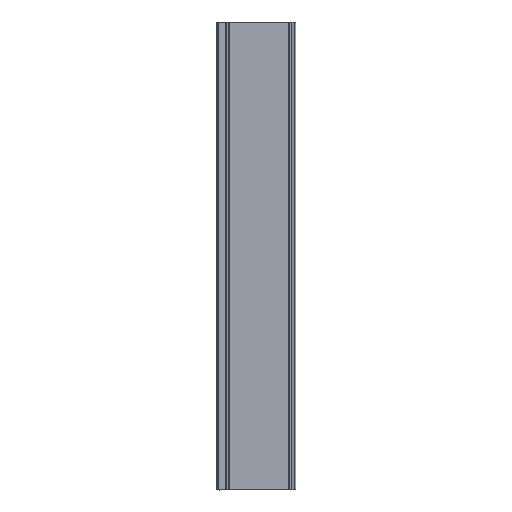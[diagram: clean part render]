
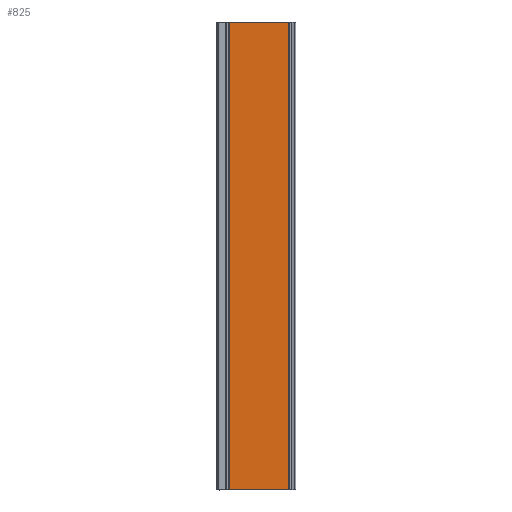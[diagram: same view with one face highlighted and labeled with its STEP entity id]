
A CAD part, left-side view. The second image highlights one B-rep face of the part: STEP entity #825.
In plain terms, the highlighted planar face has unit normal (-1, 0, 0).
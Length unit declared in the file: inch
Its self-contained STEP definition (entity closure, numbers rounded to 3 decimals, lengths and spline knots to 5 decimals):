
#8 = CARTESIAN_POINT ( 'NONE',  ( 0.34646, 1.56217, 0. ) ) ;
#162 = ORIENTED_EDGE ( 'NONE', *, *, #2771, .T. ) ;
#207 = DIRECTION ( 'NONE',  ( -1., 0., 0. ) ) ;
#216 = DIRECTION ( 'NONE',  ( 0., 0., -1. ) ) ;
#257 = DIRECTION ( 'NONE',  ( 0., -1., 0. ) ) ;
#327 = VECTOR ( 'NONE', #257, 39.37008 ) ;
#339 = LINE ( 'NONE', #614, #966 ) ;
#415 = AXIS2_PLACEMENT_3D ( 'NONE', #895, #207, #2618 ) ;
#477 = VERTEX_POINT ( 'NONE', #2868 ) ;
#594 = VERTEX_POINT ( 'NONE', #1734 ) ;
#614 = CARTESIAN_POINT ( 'NONE',  ( 0.34646, 0.07087, 0. ) ) ;
#637 = ORIENTED_EDGE ( 'NONE', *, *, #2444, .T. ) ;
#692 = CARTESIAN_POINT ( 'NONE',  ( 0.34646, 0.07087, -11.81102 ) ) ;
#783 = LINE ( 'NONE', #1974, #327 ) ;
#825 = ADVANCED_FACE ( 'NONE', ( #1611 ), #931, .T. ) ;
#895 = CARTESIAN_POINT ( 'NONE',  ( 0.34646, 0.07087, 0. ) ) ;
#919 = EDGE_CURVE ( 'NONE', #477, #594, #2930, .T. ) ;
#931 = PLANE ( 'NONE',  #415 ) ;
#966 = VECTOR ( 'NONE', #2841, 39.37008 ) ;
#984 = VECTOR ( 'NONE', #2044, 39.37008 ) ;
#1330 = EDGE_CURVE ( 'NONE', #2171, #1901, #1791, .T. ) ;
#1611 = FACE_OUTER_BOUND ( 'NONE', #1635, .T. ) ;
#1635 = EDGE_LOOP ( 'NONE', ( #1848, #637, #2686, #162 ) ) ;
#1734 = CARTESIAN_POINT ( 'NONE',  ( 0.34646, 1.56217, -11.81102 ) ) ;
#1791 = LINE ( 'NONE', #2761, #984 ) ;
#1848 = ORIENTED_EDGE ( 'NONE', *, *, #1330, .T. ) ;
#1901 = VERTEX_POINT ( 'NONE', #2289 ) ;
#1974 = CARTESIAN_POINT ( 'NONE',  ( 0.34646, 0.07087, -11.81102 ) ) ;
#2044 = DIRECTION ( 'NONE',  ( 0., 0., 1. ) ) ;
#2171 = VERTEX_POINT ( 'NONE', #692 ) ;
#2289 = CARTESIAN_POINT ( 'NONE',  ( 0.34646, 0.07087, 0. ) ) ;
#2444 = EDGE_CURVE ( 'NONE', #1901, #477, #339, .T. ) ;
#2618 = DIRECTION ( 'NONE',  ( 0., 0., 1. ) ) ;
#2686 = ORIENTED_EDGE ( 'NONE', *, *, #919, .T. ) ;
#2761 = CARTESIAN_POINT ( 'NONE',  ( 0.34646, 0.07087, 0. ) ) ;
#2771 = EDGE_CURVE ( 'NONE', #594, #2171, #783, .T. ) ;
#2841 = DIRECTION ( 'NONE',  ( 0., 1., 0. ) ) ;
#2868 = CARTESIAN_POINT ( 'NONE',  ( 0.34646, 1.56217, 0. ) ) ;
#2930 = LINE ( 'NONE', #8, #3031 ) ;
#3031 = VECTOR ( 'NONE', #216, 39.37008 ) ;
